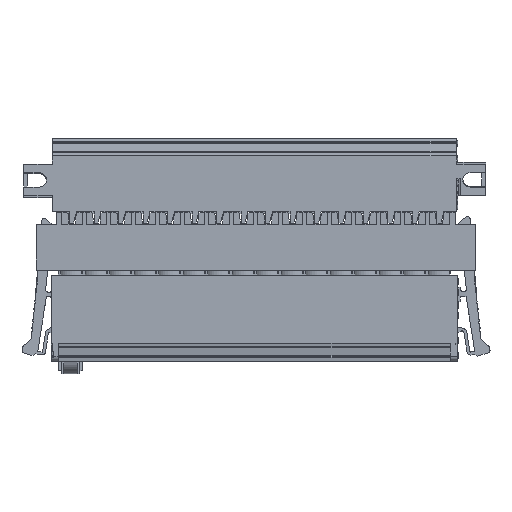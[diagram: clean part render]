
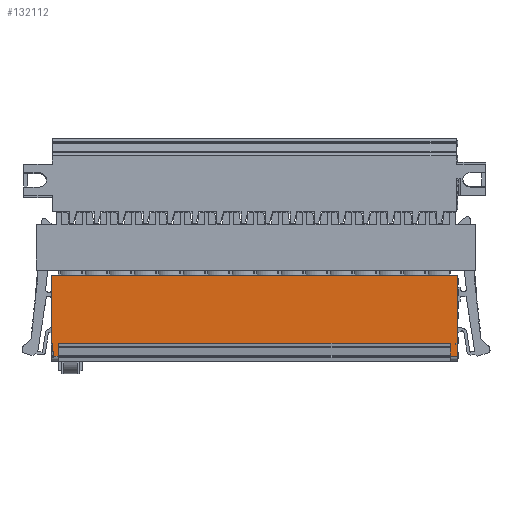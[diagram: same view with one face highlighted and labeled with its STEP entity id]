
A CAD part, front view. The second image highlights one B-rep face of the part: STEP entity #132112.
In plain terms, the highlighted planar face has unit normal (0, -1, 0).
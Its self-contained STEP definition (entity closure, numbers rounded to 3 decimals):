
#16625=ORIENTED_EDGE('',*,*,#52870,.T.);
#16626=ORIENTED_EDGE('',*,*,#52871,.F.);
#16627=ORIENTED_EDGE('',*,*,#52872,.T.);
#16628=ORIENTED_EDGE('',*,*,#52873,.T.);
#16629=ORIENTED_EDGE('',*,*,#52874,.T.);
#16630=ORIENTED_EDGE('',*,*,#52501,.T.);
#16631=ORIENTED_EDGE('',*,*,#52875,.T.);
#16632=ORIENTED_EDGE('',*,*,#52876,.F.);
#16633=ORIENTED_EDGE('',*,*,#52571,.T.);
#16634=ORIENTED_EDGE('',*,*,#52877,.T.);
#16635=ORIENTED_EDGE('',*,*,#52878,.F.);
#16636=ORIENTED_EDGE('',*,*,#52879,.F.);
#16637=ORIENTED_EDGE('',*,*,#48739,.F.);
#16638=ORIENTED_EDGE('',*,*,#52072,.F.);
#48739=EDGE_CURVE('',#68437,#68438,#81564,.T.);
#52072=EDGE_CURVE('',#70774,#68437,#83617,.T.);
#52501=EDGE_CURVE('',#71085,#71084,#84005,.T.);
#52571=EDGE_CURVE('',#71136,#71137,#84050,.T.);
#52870=EDGE_CURVE('',#70774,#71295,#84269,.T.);
#52871=EDGE_CURVE('',#71296,#71295,#84270,.T.);
#52872=EDGE_CURVE('',#71296,#71297,#84271,.T.);
#52873=EDGE_CURVE('',#71297,#71298,#84272,.T.);
#52874=EDGE_CURVE('',#71298,#71085,#84273,.T.);
#52875=EDGE_CURVE('',#71084,#71299,#84274,.T.);
#52876=EDGE_CURVE('',#71136,#71299,#84275,.T.);
#52877=EDGE_CURVE('',#71137,#71300,#84276,.T.);
#52878=EDGE_CURVE('',#71301,#71300,#84277,.T.);
#52879=EDGE_CURVE('',#68438,#71301,#84278,.T.);
#68437=VERTEX_POINT('',#181987);
#68438=VERTEX_POINT('',#181989);
#70774=VERTEX_POINT('',#192170);
#71084=VERTEX_POINT('',#193072);
#71085=VERTEX_POINT('',#193074);
#71136=VERTEX_POINT('',#193211);
#71137=VERTEX_POINT('',#193213);
#71295=VERTEX_POINT('',#194825);
#71296=VERTEX_POINT('',#194827);
#71297=VERTEX_POINT('',#194829);
#71298=VERTEX_POINT('',#194831);
#71299=VERTEX_POINT('',#194834);
#71300=VERTEX_POINT('',#194837);
#71301=VERTEX_POINT('',#194839);
#81564=LINE('',#181988,#96264);
#83617=LINE('',#192171,#98317);
#84005=LINE('',#193073,#98705);
#84050=LINE('',#193214,#98750);
#84269=LINE('',#194824,#98969);
#84270=LINE('',#194826,#98970);
#84271=LINE('',#194828,#98971);
#84272=LINE('',#194830,#98972);
#84273=LINE('',#194832,#98973);
#84274=LINE('',#194833,#98974);
#84275=LINE('',#194835,#98975);
#84276=LINE('',#194836,#98976);
#84277=LINE('',#194838,#98977);
#84278=LINE('',#194840,#98978);
#96264=VECTOR('',#148500,1000.);
#98317=VECTOR('',#153771,1000.);
#98705=VECTOR('',#154567,1000.);
#98750=VECTOR('',#154698,1000.);
#98969=VECTOR('',#155145,1000.);
#98970=VECTOR('',#155146,1000.);
#98971=VECTOR('',#155147,1000.);
#98972=VECTOR('',#155148,1000.);
#98973=VECTOR('',#155149,1000.);
#98974=VECTOR('',#155150,1000.);
#98975=VECTOR('',#155151,1000.);
#98976=VECTOR('',#155152,1000.);
#98977=VECTOR('',#155153,1000.);
#98978=VECTOR('',#155154,1000.);
#112013=EDGE_LOOP('',(#16625,#16626,#16627,#16628,#16629,#16630,#16631,
#16632,#16633,#16634,#16635,#16636,#16637,#16638));
#119571=FACE_BOUND('',#112013,.T.);
#126380=PLANE('',#140433);
#132112=ADVANCED_FACE('',(#119571),#126380,.F.);
#140433=AXIS2_PLACEMENT_3D('',#194823,#155143,#155144);
#148500=DIRECTION('',(1.,0.,0.));
#153771=DIRECTION('',(0.,0.,-1.));
#154567=DIRECTION('',(0.114,0.,-0.993));
#154698=DIRECTION('',(1.,0.,0.));
#155143=DIRECTION('',(0.,1.,0.));
#155144=DIRECTION('',(0.,0.,-1.));
#155145=DIRECTION('',(1.,0.,0.));
#155146=DIRECTION('',(0.,0.,-1.));
#155147=DIRECTION('',(-1.,0.,0.));
#155148=DIRECTION('',(0.,0.,-1.));
#155149=DIRECTION('',(1.,0.,0.));
#155150=DIRECTION('',(1.,0.,0.));
#155151=DIRECTION('',(0.,0.,-1.));
#155152=DIRECTION('',(0.,0.,-1.));
#155153=DIRECTION('',(-1.,0.,0.));
#155154=DIRECTION('',(0.,0.,-1.));
#181987=CARTESIAN_POINT('',(5.779,-4.2,-15.391));
#181988=CARTESIAN_POINT('',(5.779,-4.2,-15.391));
#181989=CARTESIAN_POINT('',(6.179,-4.2,-15.391));
#192170=CARTESIAN_POINT('',(5.779,-4.2,-15.165));
#192171=CARTESIAN_POINT('',(5.779,-4.2,-13.799));
#193072=CARTESIAN_POINT('',(-77.613,-4.2,-17.85));
#193073=CARTESIAN_POINT('',(-78.101,-4.2,-13.6));
#193074=CARTESIAN_POINT('',(-77.922,-4.2,-15.165));
#193211=CARTESIAN_POINT('',(-76.601,-4.2,-15.165));
#193213=CARTESIAN_POINT('',(4.679,-4.2,-15.165));
#193214=CARTESIAN_POINT('',(-76.601,-4.2,-15.165));
#194823=CARTESIAN_POINT('',(6.179,-4.2,-1.));
#194824=CARTESIAN_POINT('',(-78.101,-4.2,-15.165));
#194825=CARTESIAN_POINT('',(6.179,-4.2,-15.165));
#194826=CARTESIAN_POINT('',(6.179,-4.2,-1.));
#194827=CARTESIAN_POINT('',(6.179,-4.2,-1.));
#194828=CARTESIAN_POINT('',(6.179,-4.2,-1.));
#194829=CARTESIAN_POINT('',(-78.101,-4.2,-1.));
#194830=CARTESIAN_POINT('',(-78.101,-4.2,-1.));
#194831=CARTESIAN_POINT('',(-78.101,-4.2,-15.165));
#194832=CARTESIAN_POINT('',(-78.101,-4.2,-15.165));
#194833=CARTESIAN_POINT('',(-78.101,-4.2,-17.85));
#194834=CARTESIAN_POINT('',(-76.601,-4.2,-17.85));
#194835=CARTESIAN_POINT('',(-76.601,-4.2,-1.));
#194836=CARTESIAN_POINT('',(4.679,-4.2,-1.));
#194837=CARTESIAN_POINT('',(4.679,-4.2,-17.85));
#194838=CARTESIAN_POINT('',(6.179,-4.2,-17.85));
#194839=CARTESIAN_POINT('',(6.179,-4.2,-17.85));
#194840=CARTESIAN_POINT('',(6.179,-4.2,-1.));
